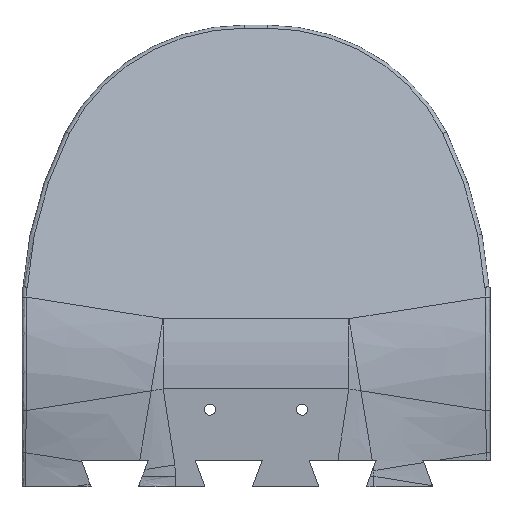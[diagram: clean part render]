
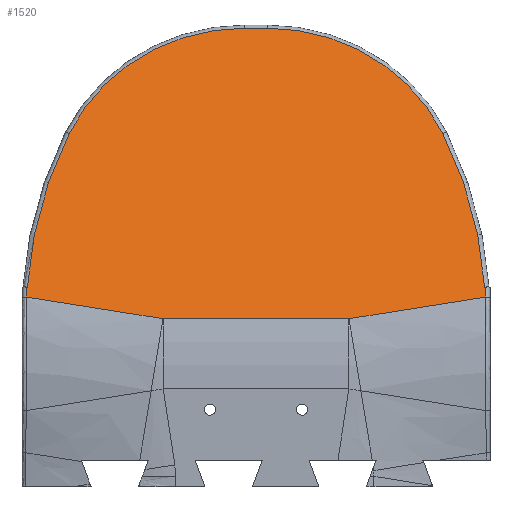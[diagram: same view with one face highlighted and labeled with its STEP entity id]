
A CAD part, front view. The second image highlights one B-rep face of the part: STEP entity #1520.
In plain terms, the highlighted planar face has unit normal (0, -0.951, 0.309).
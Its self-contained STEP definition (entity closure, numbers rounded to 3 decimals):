
#129=FACE_OUTER_BOUND('',#225,.T.);
#225=EDGE_LOOP('',(#1176,#1177,#1178,#1179,#1180,#1181,#1182,#1183,#1184,
#1185,#1186,#1187));
#352=B_SPLINE_CURVE_WITH_KNOTS('',3,(#3068,#3069,#3070,#3071),
 .UNSPECIFIED.,.F.,.F.,(4,4),(0.263,6.465),
 .UNSPECIFIED.);
#353=B_SPLINE_CURVE_WITH_KNOTS('',3,(#3075,#3076,#3077,#3078),
 .UNSPECIFIED.,.F.,.F.,(4,4),(-6.465,-0.263),
 .UNSPECIFIED.);
#428=LINE('',#2968,#497);
#429=LINE('',#3073,#498);
#430=LINE('',#3080,#499);
#431=LINE('',#3082,#500);
#432=LINE('',#3088,#501);
#433=LINE('',#3093,#502);
#497=VECTOR('',#1861,10.);
#498=VECTOR('',#1868,10.);
#499=VECTOR('',#1869,10.);
#500=VECTOR('',#1870,10.);
#501=VECTOR('',#1875,10.);
#502=VECTOR('',#1880,10.);
#541=CIRCLE('',#1646,197.103);
#542=CIRCLE('',#1647,86.9);
#543=CIRCLE('',#1648,86.9);
#544=CIRCLE('',#1649,197.103);
#679=VERTEX_POINT('',#2961);
#682=VERTEX_POINT('',#2966);
#687=VERTEX_POINT('',#3067);
#688=VERTEX_POINT('',#3072);
#689=VERTEX_POINT('',#3074);
#690=VERTEX_POINT('',#3079);
#691=VERTEX_POINT('',#3081);
#692=VERTEX_POINT('',#3083);
#693=VERTEX_POINT('',#3085);
#694=VERTEX_POINT('',#3087);
#695=VERTEX_POINT('',#3089);
#696=VERTEX_POINT('',#3091);
#863=EDGE_CURVE('',#682,#679,#428,.T.);
#872=EDGE_CURVE('',#687,#682,#352,.T.);
#873=EDGE_CURVE('',#688,#687,#429,.T.);
#874=EDGE_CURVE('',#689,#688,#353,.T.);
#875=EDGE_CURVE('',#690,#689,#430,.T.);
#876=EDGE_CURVE('',#691,#690,#431,.T.);
#877=EDGE_CURVE('',#692,#691,#541,.T.);
#878=EDGE_CURVE('',#693,#692,#542,.T.);
#879=EDGE_CURVE('',#694,#693,#432,.T.);
#880=EDGE_CURVE('',#695,#694,#543,.T.);
#881=EDGE_CURVE('',#696,#695,#544,.T.);
#882=EDGE_CURVE('',#696,#679,#433,.T.);
#1176=ORIENTED_EDGE('',*,*,#863,.F.);
#1177=ORIENTED_EDGE('',*,*,#872,.F.);
#1178=ORIENTED_EDGE('',*,*,#873,.F.);
#1179=ORIENTED_EDGE('',*,*,#874,.F.);
#1180=ORIENTED_EDGE('',*,*,#875,.F.);
#1181=ORIENTED_EDGE('',*,*,#876,.F.);
#1182=ORIENTED_EDGE('',*,*,#877,.F.);
#1183=ORIENTED_EDGE('',*,*,#878,.F.);
#1184=ORIENTED_EDGE('',*,*,#879,.F.);
#1185=ORIENTED_EDGE('',*,*,#880,.F.);
#1186=ORIENTED_EDGE('',*,*,#881,.F.);
#1187=ORIENTED_EDGE('',*,*,#882,.T.);
#1472=PLANE('',#1645);
#1520=ADVANCED_FACE('',(#129),#1472,.T.);
#1645=AXIS2_PLACEMENT_3D('',#3066,#1866,#1867);
#1646=AXIS2_PLACEMENT_3D('',#3084,#1871,#1872);
#1647=AXIS2_PLACEMENT_3D('',#3086,#1873,#1874);
#1648=AXIS2_PLACEMENT_3D('',#3090,#1876,#1877);
#1649=AXIS2_PLACEMENT_3D('',#3092,#1878,#1879);
#1861=DIRECTION('',(0.,0.309,0.951));
#1866=DIRECTION('center_axis',(0.,-0.951,0.309));
#1867=DIRECTION('ref_axis',(0.,-0.309,-0.951));
#1868=DIRECTION('',(-1.,0.,0.));
#1869=DIRECTION('',(0.,-0.309,-0.951));
#1870=DIRECTION('',(0.981,0.06,0.185));
#1871=DIRECTION('center_axis',(0.,0.951,-0.309));
#1872=DIRECTION('ref_axis',(0.957,0.089,0.275));
#1873=DIRECTION('center_axis',(0.,0.951,-0.309));
#1874=DIRECTION('ref_axis',(0.534,0.261,0.804));
#1875=DIRECTION('',(1.,0.,0.));
#1876=DIRECTION('center_axis',(0.,0.951,-0.309));
#1877=DIRECTION('ref_axis',(-0.534,0.261,0.804));
#1878=DIRECTION('center_axis',(0.,0.951,-0.309));
#1879=DIRECTION('ref_axis',(-0.968,0.078,0.239));
#1880=DIRECTION('',(-0.981,0.06,0.185));
#2961=CARTESIAN_POINT('',(2.,5.574,286.642));
#2966=CARTESIAN_POINT('',(2.,4.125,282.181));
#2968=CARTESIAN_POINT('',(2.,12.483,307.904));
#3066=CARTESIAN_POINT('Origin',(0.,43.858,404.467));
#3067=CARTESIAN_POINT('',(63.176,0.973,272.479));
#3068=CARTESIAN_POINT('Ctrl Pts',(63.176,0.973,272.479));
#3069=CARTESIAN_POINT('Ctrl Pts',(42.781,2.019,275.699));
#3070=CARTESIAN_POINT('Ctrl Pts',(22.395,3.08,278.965));
#3071=CARTESIAN_POINT('Ctrl Pts',(2.,4.125,282.181));
#3072=CARTESIAN_POINT('',(146.374,0.973,272.479));
#3073=CARTESIAN_POINT('',(0.,0.973,272.479));
#3074=CARTESIAN_POINT('',(207.55,4.125,282.181));
#3075=CARTESIAN_POINT('Ctrl Pts',(207.55,4.125,282.181));
#3076=CARTESIAN_POINT('Ctrl Pts',(187.155,3.08,278.965));
#3077=CARTESIAN_POINT('Ctrl Pts',(166.769,2.019,275.699));
#3078=CARTESIAN_POINT('Ctrl Pts',(146.374,0.973,272.479));
#3079=CARTESIAN_POINT('',(207.55,5.574,286.642));
#3080=CARTESIAN_POINT('',(207.55,12.96,309.373));
#3081=CARTESIAN_POINT('',(207.163,5.551,286.569));
#3082=CARTESIAN_POINT('',(120.266,0.24,270.226));
#3083=CARTESIAN_POINT('',(188.38,27.939,355.472));
#3084=CARTESIAN_POINT('Origin',(10.447,1.737,274.83));
#3085=CARTESIAN_POINT('',(109.932,43.24,402.565));
#3086=CARTESIAN_POINT('Origin',(109.932,16.387,319.918));
#3087=CARTESIAN_POINT('',(99.618,43.24,402.565));
#3088=CARTESIAN_POINT('',(0.,43.24,402.565));
#3089=CARTESIAN_POINT('',(21.17,27.939,355.472));
#3090=CARTESIAN_POINT('Origin',(99.618,16.387,319.918));
#3091=CARTESIAN_POINT('',(2.387,5.551,286.569));
#3092=CARTESIAN_POINT('Origin',(199.103,1.737,274.83));
#3093=CARTESIAN_POINT('',(-11.751,6.415,289.228));
